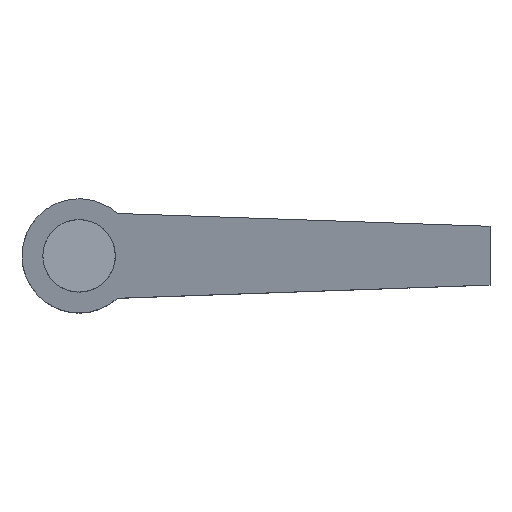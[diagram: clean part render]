
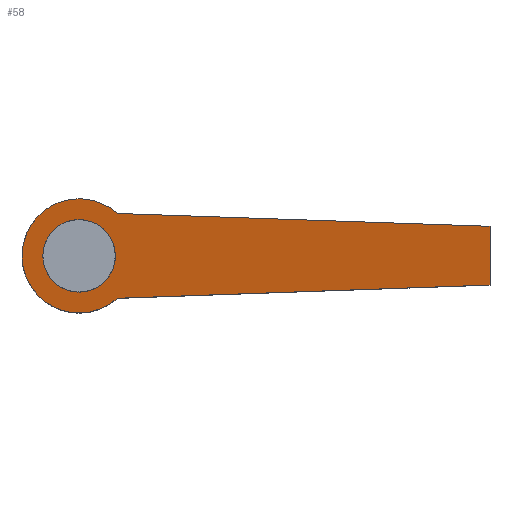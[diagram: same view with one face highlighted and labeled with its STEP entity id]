
A CAD part, top view. The second image highlights one B-rep face of the part: STEP entity #58.
In plain terms, the highlighted planar face has unit normal (-0.259, 0, 0.966).
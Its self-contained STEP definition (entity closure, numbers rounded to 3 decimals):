
#58=ADVANCED_FACE('',(#121,#122),#123,.T.);
#121=FACE_OUTER_BOUND('',#189,.T.);
#122=FACE_BOUND('',#190,.T.);
#123=PLANE('',#191);
#189=EDGE_LOOP('',(#286,#287,#288,#289,#290,#291));
#190=EDGE_LOOP('',(#292,#293,#294));
#191=AXIS2_PLACEMENT_3D('',#295,#296,#297);
#286=ORIENTED_EDGE('',*,*,#430,.T.);
#287=ORIENTED_EDGE('',*,*,#431,.T.);
#288=ORIENTED_EDGE('',*,*,#412,.T.);
#289=ORIENTED_EDGE('',*,*,#432,.T.);
#290=ORIENTED_EDGE('',*,*,#423,.T.);
#291=ORIENTED_EDGE('',*,*,#433,.F.);
#292=ORIENTED_EDGE('',*,*,#434,.F.);
#293=ORIENTED_EDGE('',*,*,#435,.F.);
#294=ORIENTED_EDGE('',*,*,#400,.F.);
#295=CARTESIAN_POINT('',(-9.75,-9.75,25.507));
#296=DIRECTION('',(-0.259,0.0,0.966));
#297=DIRECTION('',(0.0,-1.0,0.0));
#400=EDGE_CURVE('',#465,#468,#469,.T.);
#412=EDGE_CURVE('',#484,#488,#490,.T.);
#423=EDGE_CURVE('',#505,#506,#507,.T.);
#430=EDGE_CURVE('',#518,#519,#520,.T.);
#431=EDGE_CURVE('',#519,#484,#521,.T.);
#432=EDGE_CURVE('',#488,#505,#522,.T.);
#433=EDGE_CURVE('',#518,#506,#523,.T.);
#434=EDGE_CURVE('',#524,#465,#525,.T.);
#435=EDGE_CURVE('',#468,#524,#526,.T.);
#465=VERTEX_POINT('',#563);
#468=VERTEX_POINT('',#567);
#469=ELLIPSE('',#568,5.746,5.55);
#484=VERTEX_POINT('',#586);
#488=VERTEX_POINT('',#591);
#490=ELLIPSE('',#594,9.059,8.75);
#505=VERTEX_POINT('',#611);
#506=VERTEX_POINT('',#612);
#507=LINE('',#613,#614);
#518=VERTEX_POINT('',#629);
#519=VERTEX_POINT('',#630);
#520=LINE('',#631,#632);
#521=ELLIPSE('',#633,9.059,8.75);
#522=ELLIPSE('',#634,9.059,8.75);
#523=LINE('',#635,#636);
#524=VERTEX_POINT('',#637);
#525=ELLIPSE('',#638,5.746,5.55);
#526=ELLIPSE('',#639,5.746,5.55);
#563=CARTESIAN_POINT('',(0.,5.55,28.119));
#567=CARTESIAN_POINT('',(0.,-5.55,28.119));
#568=AXIS2_PLACEMENT_3D('',#683,#684,#685);
#586=CARTESIAN_POINT('',(0.,8.75,28.119));
#591=CARTESIAN_POINT('',(0.,-8.75,28.119));
#594=AXIS2_PLACEMENT_3D('',#703,#704,#705);
#611=CARTESIAN_POINT('',(5.858,-6.5,29.689));
#612=CARTESIAN_POINT('',(63.001,-4.505,45.));
#613=CARTESIAN_POINT('',(5.858,-6.5,29.689));
#614=VECTOR('',#720,59.193);
#629=CARTESIAN_POINT('',(63.001,4.505,45.));
#630=CARTESIAN_POINT('',(5.858,6.5,29.689));
#631=CARTESIAN_POINT('',(63.001,4.505,45.));
#632=VECTOR('',#728,59.193);
#633=AXIS2_PLACEMENT_3D('',#729,#730,#731);
#634=AXIS2_PLACEMENT_3D('',#732,#733,#734);
#635=CARTESIAN_POINT('',(63.001,4.505,45.));
#636=VECTOR('',#735,9.009);
#637=CARTESIAN_POINT('',(0.,-5.55,28.119));
#638=AXIS2_PLACEMENT_3D('',#736,#737,#738);
#639=AXIS2_PLACEMENT_3D('',#739,#740,#741);
#683=CARTESIAN_POINT('',(0.0,0.0,28.119));
#684=DIRECTION('',(-0.259,0.0,0.966));
#685=DIRECTION('',(-0.966,-0.0,-0.259));
#703=CARTESIAN_POINT('',(0.0,0.0,28.119));
#704=DIRECTION('',(-0.259,0.0,0.966));
#705=DIRECTION('',(-0.966,-0.0,-0.259));
#720=DIRECTION('',(0.965,0.034,0.259));
#728=DIRECTION('',(-0.965,0.034,-0.259));
#729=CARTESIAN_POINT('',(0.0,0.0,28.119));
#730=DIRECTION('',(-0.259,0.0,0.966));
#731=DIRECTION('',(-0.966,-0.0,-0.259));
#732=CARTESIAN_POINT('',(0.0,0.0,28.119));
#733=DIRECTION('',(-0.259,0.0,0.966));
#734=DIRECTION('',(-0.966,-0.0,-0.259));
#735=DIRECTION('',(0.0,-1.0,0.0));
#736=CARTESIAN_POINT('',(0.0,0.0,28.119));
#737=DIRECTION('',(-0.259,0.0,0.966));
#738=DIRECTION('',(-0.966,-0.0,-0.259));
#739=CARTESIAN_POINT('',(0.0,0.0,28.119));
#740=DIRECTION('',(-0.259,0.0,0.966));
#741=DIRECTION('',(-0.966,-0.0,-0.259));
